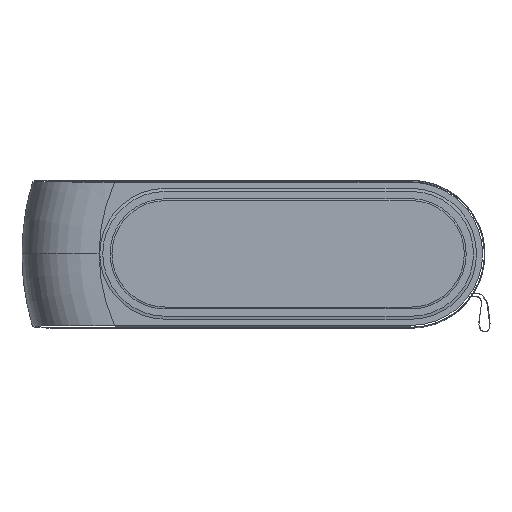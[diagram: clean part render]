
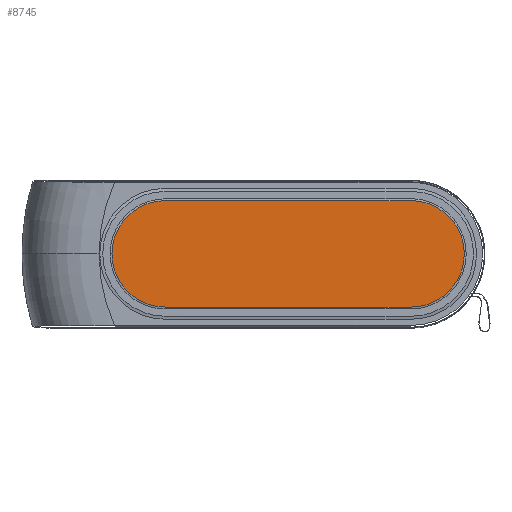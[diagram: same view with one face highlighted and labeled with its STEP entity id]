
A CAD part, top view. The second image highlights one B-rep face of the part: STEP entity #8745.
In plain terms, the highlighted planar face has unit normal (0, 0, 1).
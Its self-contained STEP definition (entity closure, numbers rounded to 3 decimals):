
#8665=DIRECTION('',(-1.,0.,0.));
#8666=VECTOR('',#8665,66.991);
#8667=CARTESIAN_POINT('',(46.365,5.5,77.65));
#8668=LINE('',#8667,#8666);
#8669=CARTESIAN_POINT('',(-20.631,20.,77.65));
#8670=DIRECTION('',(0.,0.,-1.));
#8671=DIRECTION('',(0.,-1.,0.));
#8672=AXIS2_PLACEMENT_3D('',#8669,#8670,#8671);
#8674=DIRECTION('',(1.,0.,0.));
#8675=VECTOR('',#8674,66.991);
#8676=CARTESIAN_POINT('',(-20.627,34.5,77.65));
#8677=LINE('',#8676,#8675);
#8678=CARTESIAN_POINT('',(46.369,20.,77.65));
#8679=DIRECTION('',(0.,0.,-1.));
#8680=DIRECTION('',(0.,1.,0.));
#8681=AXIS2_PLACEMENT_3D('',#8678,#8679,#8680);
#8696=CARTESIAN_POINT('',(-20.627,34.5,77.65));
#8697=CARTESIAN_POINT('',(-20.626,5.5,77.65));
#8698=VERTEX_POINT('',#8696);
#8699=VERTEX_POINT('',#8697);
#8700=CARTESIAN_POINT('',(46.364,34.5,77.65));
#8701=VERTEX_POINT('',#8700);
#8702=CARTESIAN_POINT('',(46.365,5.5,77.65));
#8703=VERTEX_POINT('',#8702);
#8730=CARTESIAN_POINT('',(6.369,0.,77.65));
#8731=DIRECTION('',(0.,0.,1.));
#8732=DIRECTION('',(-1.,0.,0.));
#8733=AXIS2_PLACEMENT_3D('',#8730,#8731,#8732);
#8734=PLANE('',#8733);
#8736=ORIENTED_EDGE('',*,*,#8735,.T.);
#8738=ORIENTED_EDGE('',*,*,#8737,.T.);
#8740=ORIENTED_EDGE('',*,*,#8739,.T.);
#8742=ORIENTED_EDGE('',*,*,#8741,.T.);
#8743=EDGE_LOOP('',(#8736,#8738,#8740,#8742));
#8744=FACE_OUTER_BOUND('',#8743,.F.);
#8673=CIRCLE('',#8672,14.5);
#8682=CIRCLE('',#8681,14.5);
#8735=EDGE_CURVE('',#8703,#8699,#8668,.T.);
#8737=EDGE_CURVE('',#8699,#8698,#8673,.T.);
#8739=EDGE_CURVE('',#8698,#8701,#8677,.T.);
#8741=EDGE_CURVE('',#8701,#8703,#8682,.T.);
#8745=ADVANCED_FACE('',(#8744),#8734,.T.);
